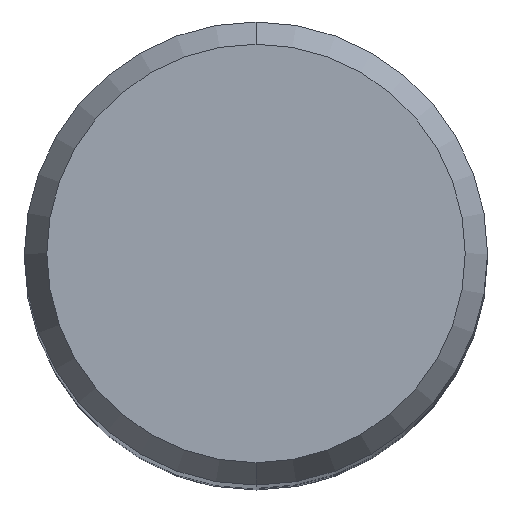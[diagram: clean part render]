
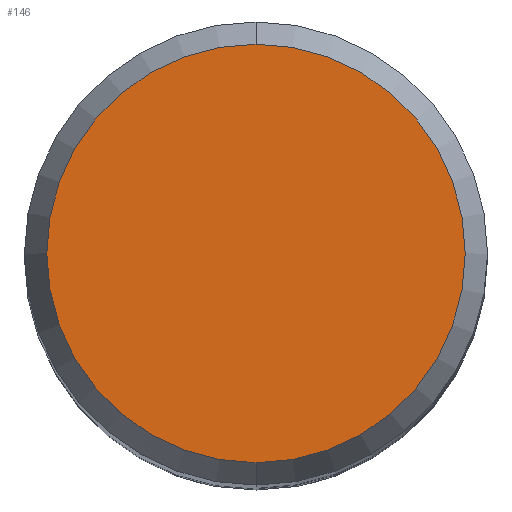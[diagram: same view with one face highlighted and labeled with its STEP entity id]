
A CAD part, top view. The second image highlights one B-rep face of the part: STEP entity #146.
In plain terms, the highlighted planar face has unit normal (0, 0, 1).
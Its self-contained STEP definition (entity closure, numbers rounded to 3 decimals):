
#96=VERTEX_POINT('',#224);
#146=ADVANCED_FACE('',(#278),#279,.T.);
#150=EDGE_CURVE('',#96,#152,#283,.T.);
#152=VERTEX_POINT('',#285);
#186=EDGE_CURVE('',#152,#96,#326,.T.);
#224=CARTESIAN_POINT('',(0.0,4.304,0.01));
#278=FACE_OUTER_BOUND('',#428,.T.);
#279=PLANE('',#429);
#283=CIRCLE('',#434,4.304);
#285=CARTESIAN_POINT('',(0.,-4.304,0.01));
#326=CIRCLE('',#484,4.304);
#428=EDGE_LOOP('',(#575,#576));
#429=AXIS2_PLACEMENT_3D('',#577,#578,#579);
#434=AXIS2_PLACEMENT_3D('',#580,#581,#582);
#484=AXIS2_PLACEMENT_3D('',#643,#644,#645);
#575=ORIENTED_EDGE('',*,*,#150,.F.);
#576=ORIENTED_EDGE('',*,*,#186,.F.);
#577=CARTESIAN_POINT('',(0.0,2.152,0.01));
#578=DIRECTION('',(-0.0,0.0,1.0));
#579=DIRECTION('',(0.0,-1.0,0.0));
#580=CARTESIAN_POINT('',(0.0,0.0,0.01));
#581=DIRECTION('',(0.0,0.0,-1.0));
#582=DIRECTION('',(0.0,1.0,0.0));
#643=CARTESIAN_POINT('',(0.0,0.0,0.01));
#644=DIRECTION('',(0.0,0.0,-1.0));
#645=DIRECTION('',(0.0,1.0,0.0));
